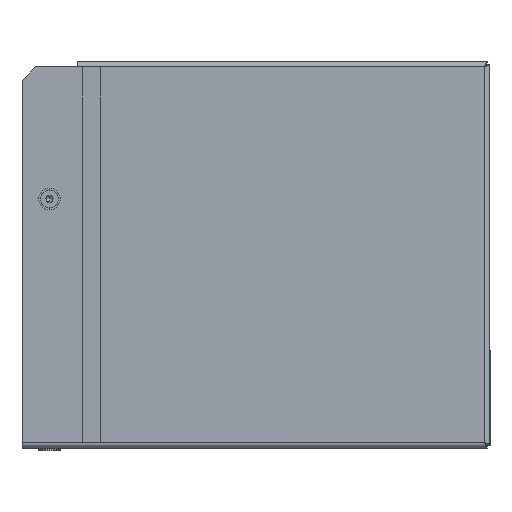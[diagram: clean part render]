
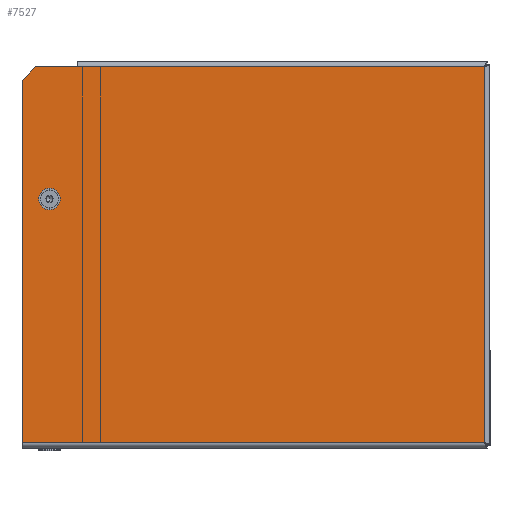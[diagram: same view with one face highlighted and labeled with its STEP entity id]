
A CAD part, left-side view. The second image highlights one B-rep face of the part: STEP entity #7527.
In plain terms, the highlighted face is planar.
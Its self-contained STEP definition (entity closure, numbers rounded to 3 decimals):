
#20 = LINE ( 'NONE', #956, #5742 ) ;
#759 = EDGE_LOOP ( 'NONE', ( #3406, #2780, #3964, #1665, #7540, #7536 ) ) ;
#956 = CARTESIAN_POINT ( 'NONE',  ( 136.6, -168.06, 0. ) ) ;
#967 = VECTOR ( 'NONE', #4090, 1000. ) ;
#984 = DIRECTION ( 'NONE',  ( 0., 1., 0. ) ) ;
#1010 = CARTESIAN_POINT ( 'NONE',  ( 136.6, 168.06, 0. ) ) ;
#1035 = DIRECTION ( 'NONE',  ( 0., -1., 0. ) ) ;
#1161 = EDGE_CURVE ( 'NONE', #5803, #5137, #20, .T. ) ;
#1241 = VERTEX_POINT ( 'NONE', #1656 ) ;
#1353 = DIRECTION ( 'NONE',  ( -1., 0., 0. ) ) ;
#1402 = LINE ( 'NONE', #1790, #7566 ) ;
#1423 = LINE ( 'NONE', #6418, #5269 ) ;
#1555 = DIRECTION ( 'NONE',  ( 0., 0., 1. ) ) ;
#1604 = DIRECTION ( 'NONE',  ( -1., 0., 0. ) ) ;
#1656 = CARTESIAN_POINT ( 'NONE',  ( -136.6, -168.06, 0. ) ) ;
#1665 = ORIENTED_EDGE ( 'NONE', *, *, #1161, .F. ) ;
#1790 = CARTESIAN_POINT ( 'NONE',  ( -136.6, -168.06, 0. ) ) ;
#1851 = CARTESIAN_POINT ( 'NONE',  ( 136.6, 168.06, 0. ) ) ;
#2000 = AXIS2_PLACEMENT_3D ( 'NONE', #4536, #1555, #1604 ) ;
#2400 = VERTEX_POINT ( 'NONE', #7375 ) ;
#2603 = CARTESIAN_POINT ( 'NONE',  ( -136.6, 158.06, 0. ) ) ;
#2780 = ORIENTED_EDGE ( 'NONE', *, *, #7603, .T. ) ;
#2834 = VECTOR ( 'NONE', #5751, 1000. ) ;
#2920 = DIRECTION ( 'NONE',  ( 0.707, 0.707, 0. ) ) ;
#3059 = LINE ( 'NONE', #6068, #7560 ) ;
#3105 = CARTESIAN_POINT ( 'NONE',  ( 136.6, -168.06, 0. ) ) ;
#3190 = EDGE_CURVE ( 'NONE', #2400, #4647, #7476, .T. ) ;
#3259 = EDGE_CURVE ( 'NONE', #6406, #3589, #3059, .T. ) ;
#3406 = ORIENTED_EDGE ( 'NONE', *, *, #3259, .F. ) ;
#3500 = CARTESIAN_POINT ( 'NONE',  ( -136.6, 168.06, 0. ) ) ;
#3567 = ORIENTED_EDGE ( 'NONE', *, *, #6597, .T. ) ;
#3589 = VERTEX_POINT ( 'NONE', #6724 ) ;
#3910 = EDGE_CURVE ( 'NONE', #1241, #5803, #1402, .T. ) ;
#3915 = FACE_OUTER_BOUND ( 'NONE', #759, .T. ) ;
#3964 = ORIENTED_EDGE ( 'NONE', *, *, #4989, .F. ) ;
#4090 = DIRECTION ( 'NONE',  ( 0., 1., 0. ) ) ;
#4093 = LINE ( 'NONE', #6369, #967 ) ;
#4294 = CARTESIAN_POINT ( 'NONE',  ( -46.975, 148.06, 0. ) ) ;
#4532 = PLANE ( 'NONE',  #5521 ) ;
#4536 = CARTESIAN_POINT ( 'NONE',  ( -40.475, 148.06, 0. ) ) ;
#4647 = VERTEX_POINT ( 'NONE', #4294 ) ;
#4718 = FACE_BOUND ( 'NONE', #5746, .T. ) ;
#4782 = VERTEX_POINT ( 'NONE', #6708 ) ;
#4818 = CIRCLE ( 'NONE', #2000, 6.5 ) ;
#4989 = EDGE_CURVE ( 'NONE', #5137, #4782, #6966, .T. ) ;
#5137 = VERTEX_POINT ( 'NONE', #1851 ) ;
#5150 = DIRECTION ( 'NONE',  ( 0., 0., -1. ) ) ;
#5269 = VECTOR ( 'NONE', #2920, 1000. ) ;
#5445 = CARTESIAN_POINT ( 'NONE',  ( -40.475, 148.06, 0. ) ) ;
#5521 = AXIS2_PLACEMENT_3D ( 'NONE', #1010, #5150, #5714 ) ;
#5612 = AXIS2_PLACEMENT_3D ( 'NONE', #5445, #6641, #1353 ) ;
#5714 = DIRECTION ( 'NONE',  ( -1., 0., 0. ) ) ;
#5742 = VECTOR ( 'NONE', #984, 1000. ) ;
#5746 = EDGE_LOOP ( 'NONE', ( #3567, #7054 ) ) ;
#5751 = DIRECTION ( 'NONE',  ( -1., 0., 0. ) ) ;
#5803 = VERTEX_POINT ( 'NONE', #3105 ) ;
#5889 = DIRECTION ( 'NONE',  ( 1., 0., 0. ) ) ;
#6068 = CARTESIAN_POINT ( 'NONE',  ( -136.6, -168.06, 0. ) ) ;
#6226 = EDGE_CURVE ( 'NONE', #1241, #3589, #4093, .T. ) ;
#6369 = CARTESIAN_POINT ( 'NONE',  ( -136.6, -168.06, 0. ) ) ;
#6406 = VERTEX_POINT ( 'NONE', #2603 ) ;
#6418 = CARTESIAN_POINT ( 'NONE',  ( 5., 299.66, 0. ) ) ;
#6597 = EDGE_CURVE ( 'NONE', #4647, #2400, #4818, .T. ) ;
#6641 = DIRECTION ( 'NONE',  ( 0., 0., 1. ) ) ;
#6708 = CARTESIAN_POINT ( 'NONE',  ( -126.6, 168.06, 0. ) ) ;
#6724 = CARTESIAN_POINT ( 'NONE',  ( -136.6, 128.065, 0. ) ) ;
#6966 = LINE ( 'NONE', #3500, #2834 ) ;
#7054 = ORIENTED_EDGE ( 'NONE', *, *, #3190, .T. ) ;
#7375 = CARTESIAN_POINT ( 'NONE',  ( -33.975, 148.06, 0. ) ) ;
#7476 = CIRCLE ( 'NONE', #5612, 6.5 ) ;
#7527 = ADVANCED_FACE ( 'NONE', ( #4718, #3915 ), #4532, .T. ) ;
#7536 = ORIENTED_EDGE ( 'NONE', *, *, #6226, .T. ) ;
#7540 = ORIENTED_EDGE ( 'NONE', *, *, #3910, .F. ) ;
#7560 = VECTOR ( 'NONE', #1035, 1000. ) ;
#7566 = VECTOR ( 'NONE', #5889, 1000. ) ;
#7603 = EDGE_CURVE ( 'NONE', #6406, #4782, #1423, .T. ) ;
